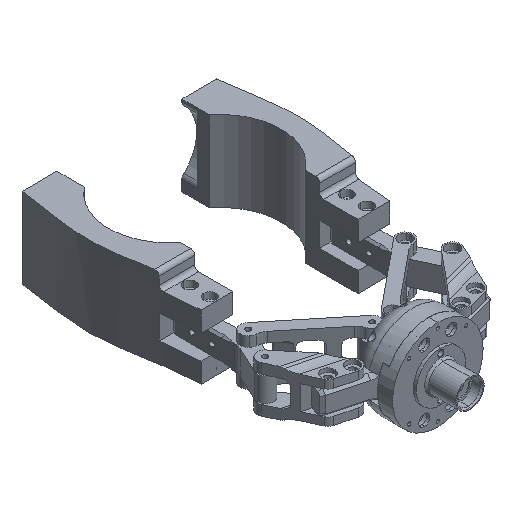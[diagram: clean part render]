
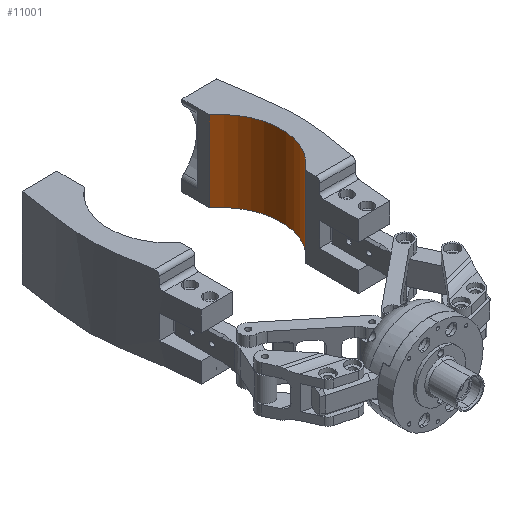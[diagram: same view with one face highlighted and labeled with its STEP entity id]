
A CAD part, isometric view. The second image highlights one B-rep face of the part: STEP entity #11001.
In plain terms, the highlighted cylindrical face has radius 30 mm (diameter 60 mm), a partial arc.
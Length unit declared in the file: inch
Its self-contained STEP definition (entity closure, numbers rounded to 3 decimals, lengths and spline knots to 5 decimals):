
#490 = CARTESIAN_POINT ( 'NONE',  ( 0., 1.5748, 0. ) ) ;
#780 = LINE ( 'NONE', #16446, #2837 ) ;
#1206 = ORIENTED_EDGE ( 'NONE', *, *, #16486, .T. ) ;
#1294 = CARTESIAN_POINT ( 'NONE',  ( 0.7185, 0., -0.93742 ) ) ;
#1298 = DIRECTION ( 'NONE',  ( 0., -1., 0. ) ) ;
#1856 = AXIS2_PLACEMENT_3D ( 'NONE', #2915, #15644, #7734 ) ;
#2801 = CARTESIAN_POINT ( 'NONE',  ( 0., 0., 0. ) ) ;
#2837 = VECTOR ( 'NONE', #16650, 39.37008 ) ;
#2915 = CARTESIAN_POINT ( 'NONE',  ( 0., 1.5748, 0. ) ) ;
#4314 = VECTOR ( 'NONE', #1298, 39.37008 ) ;
#4372 = DIRECTION ( 'NONE',  ( 0., 0., 1. ) ) ;
#4494 = AXIS2_PLACEMENT_3D ( 'NONE', #2801, #17108, #4372 ) ;
#4788 = EDGE_CURVE ( 'NONE', #15435, #16504, #15257, .T. ) ;
#5205 = DIRECTION ( 'NONE',  ( 0., 0., -1. ) ) ;
#5658 = CARTESIAN_POINT ( 'NONE',  ( 0.7185, 1.5748, 0.93742 ) ) ;
#7585 = CARTESIAN_POINT ( 'NONE',  ( 0.7185, 1.5748, -0.93742 ) ) ;
#7669 = CARTESIAN_POINT ( 'NONE',  ( 0.7185, 1.5748, -0.93742 ) ) ;
#7734 = DIRECTION ( 'NONE',  ( 0., 0., 1. ) ) ;
#8692 = EDGE_CURVE ( 'NONE', #16504, #19791, #780, .T. ) ;
#10613 = AXIS2_PLACEMENT_3D ( 'NONE', #490, #19825, #5205 ) ;
#10827 = ORIENTED_EDGE ( 'NONE', *, *, #14529, .F. ) ;
#10899 = CIRCLE ( 'NONE', #1856, 1.1811 ) ;
#11001 = ADVANCED_FACE ( 'NONE', ( #16370 ), #18143, .F. ) ;
#12346 = CARTESIAN_POINT ( 'NONE',  ( 0.7185, 0., 0.93742 ) ) ;
#14529 = EDGE_CURVE ( 'NONE', #19612, #19791, #10899, .T. ) ;
#15257 = CIRCLE ( 'NONE', #4494, 1.1811 ) ;
#15435 = VERTEX_POINT ( 'NONE', #1294 ) ;
#15644 = DIRECTION ( 'NONE',  ( 0., -1., 0. ) ) ;
#16370 = FACE_OUTER_BOUND ( 'NONE', #19282, .T. ) ;
#16446 = CARTESIAN_POINT ( 'NONE',  ( 0.7185, 1.5748, 0.93742 ) ) ;
#16486 = EDGE_CURVE ( 'NONE', #19612, #15435, #17269, .T. ) ;
#16504 = VERTEX_POINT ( 'NONE', #12346 ) ;
#16650 = DIRECTION ( 'NONE',  ( 0., 1., 0. ) ) ;
#16883 = ORIENTED_EDGE ( 'NONE', *, *, #8692, .T. ) ;
#17108 = DIRECTION ( 'NONE',  ( 0., -1., 0. ) ) ;
#17269 = LINE ( 'NONE', #7585, #4314 ) ;
#18143 = CYLINDRICAL_SURFACE ( 'NONE', #10613, 1.1811 ) ;
#19282 = EDGE_LOOP ( 'NONE', ( #1206, #19905, #16883, #10827 ) ) ;
#19612 = VERTEX_POINT ( 'NONE', #7669 ) ;
#19791 = VERTEX_POINT ( 'NONE', #5658 ) ;
#19825 = DIRECTION ( 'NONE',  ( 0., -1., 0. ) ) ;
#19905 = ORIENTED_EDGE ( 'NONE', *, *, #4788, .T. ) ;
